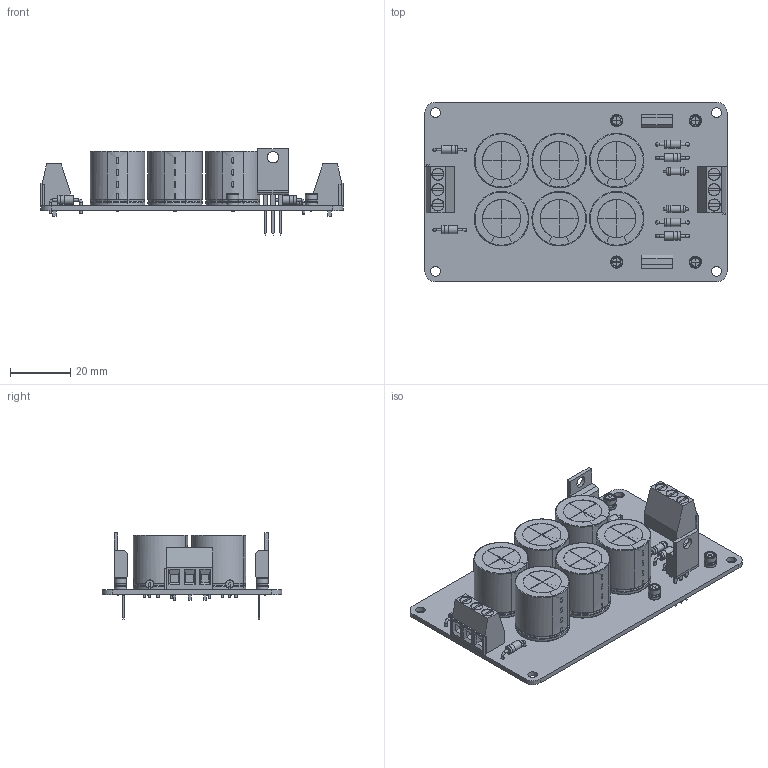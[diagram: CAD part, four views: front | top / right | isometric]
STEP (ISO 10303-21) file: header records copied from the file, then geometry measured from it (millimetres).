
FILE_DESCRIPTION(('KiCad electronic assembly'),'2;1');
FILE_NAME('eurorack psu for pcb manufacture.step','2022-04-16T23:16:45', ('Pcbnew'),('Kicad'),'Open CASCADE STEP processor 7.5', 'KiCad to STEP converter','Unknown');
FILE_SCHEMA(('AUTOMOTIVE_DESIGN { 1 0 10303 214 1 1 1 1 }'));
Length unit declared in the file: millimetre
Products named in the file (14): eurorack psu for pcb manufacture 1; CP_Radial_D4.0mm_P2.00mm; SOLID; TerminalBlock_Phoenix_MKDS-1,5-3-5.08_1x03_P5.08mm_Horizontal; CP_Radial_D18.0mm_P7.50mm; D_DO-41_SOD81_P10.16mm_Horizontal; TO-220-3_Vertical; R_Axial_DIN0207_L6.3mm_D2.5mm_P7.62mm_Horizontal; eurorack psu for pcb manufacture PCB
Assembly tree (29 placements, depth 3):
  eurorack psu for pcb manufacture 1
    CP_Radial_D4.0mm_P2.00mm  x4
      SOLID
    TerminalBlock_Phoenix_MKDS-1,5-3-5.08_1x03_P5.08mm_Horizontal  x2
      SOLID
    CP_Radial_D18.0mm_P7.50mm  x6
      SOLID
    D_DO-41_SOD81_P10.16mm_Horizontal  x6
      SOLID
    TO-220-3_Vertical  x2
      SOLID
    R_Axial_DIN0207_L6.3mm_D2.5mm_P7.62mm_Horizontal  x2
      SOLID
    eurorack psu for pcb manufacture PCB
Bounding box: 100.2 x 59.5 x 28.52 mm (x, y, z)
Volume: 41208.2 mm3; surface area: 29442.2 mm2
Topology: 23 solids, 33 shells, 1044 faces, 2586 edges, 1690 vertices
Faces by surface type: bspline 982, cylinder 56, plane 6
Full cylindrical faces by diameter (mm): 0.6 x8, 0.8 x4, 1.1 x18, 1.2 x12, 1.52 x6, 3.2 x4
Entity records: 28124 total; most frequent: CARTESIAN_POINT 12246, B_SPLINE_CURVE_WITH_KNOTS 1959, ORIENTED_EDGE 1880, PCURVE 1880, DEFINITIONAL_REPRESENTATION 1880, EDGE_CURVE 940, SURFACE_CURVE 859, DIRECTION 724
